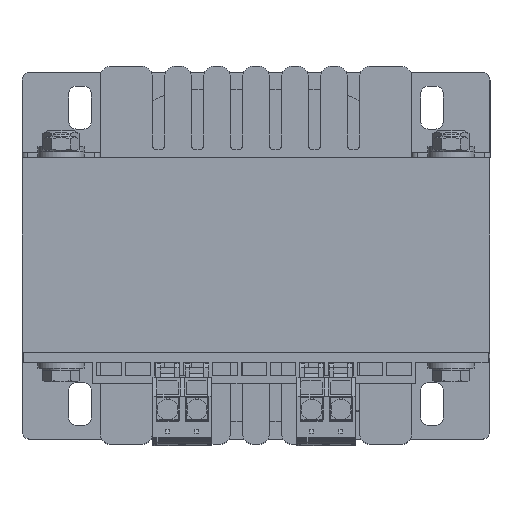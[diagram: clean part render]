
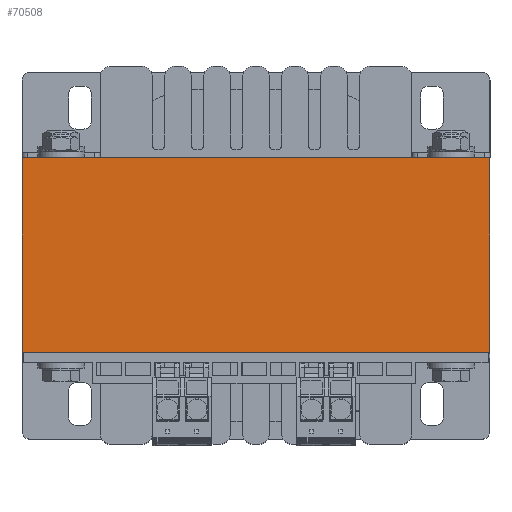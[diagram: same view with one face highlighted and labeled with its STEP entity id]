
A CAD part, top view. The second image highlights one B-rep face of the part: STEP entity #70508.
In plain terms, the highlighted planar face has unit normal (0, 0, 1).
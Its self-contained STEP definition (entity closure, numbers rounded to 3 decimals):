
#2378=FACE_OUTER_BOUND('',#6057,.T.);
#6057=EDGE_LOOP('',(#44932,#44933,#44934,#44935));
#9877=LINE('',#97878,#18842);
#9911=LINE('',#97962,#18876);
#9913=LINE('',#97966,#18878);
#9914=LINE('',#97967,#18879);
#18842=VECTOR('',#79273,1.);
#18876=VECTOR('',#79351,1.);
#18878=VECTOR('',#79355,1.);
#18879=VECTOR('',#79356,1.);
#27806=VERTEX_POINT('',#97874);
#27808=VERTEX_POINT('',#97877);
#27836=VERTEX_POINT('',#97961);
#27837=VERTEX_POINT('',#97965);
#34536=EDGE_CURVE('',#27808,#27806,#9877,.T.);
#34578=EDGE_CURVE('',#27836,#27808,#9911,.T.);
#34580=EDGE_CURVE('',#27837,#27806,#9913,.T.);
#34581=EDGE_CURVE('',#27837,#27836,#9914,.T.);
#44932=ORIENTED_EDGE('',*,*,#34580,.F.);
#44933=ORIENTED_EDGE('',*,*,#34581,.T.);
#44934=ORIENTED_EDGE('',*,*,#34578,.T.);
#44935=ORIENTED_EDGE('',*,*,#34536,.T.);
#65521=PLANE('',#74471);
#70508=ADVANCED_FACE('',(#2378),#65521,.T.);
#74471=AXIS2_PLACEMENT_3D('',#97964,#79353,#79354);
#79273=DIRECTION('',(1.,0.,0.));
#79351=DIRECTION('',(0.,-1.,0.));
#79353=DIRECTION('center_axis',(0.,0.,1.));
#79354=DIRECTION('ref_axis',(0.,-1.,0.));
#79355=DIRECTION('',(0.,-1.,0.));
#79356=DIRECTION('',(-1.,0.,0.));
#97874=CARTESIAN_POINT('',(426.574,-21.753,67.5));
#97877=CARTESIAN_POINT('',(306.574,-21.753,67.5));
#97878=CARTESIAN_POINT('',(426.574,-21.753,67.5));
#97961=CARTESIAN_POINT('',(306.574,28.247,67.5));
#97962=CARTESIAN_POINT('',(306.574,28.247,67.5));
#97964=CARTESIAN_POINT('Origin',(306.574,28.247,67.5));
#97965=CARTESIAN_POINT('',(426.574,28.247,67.5));
#97966=CARTESIAN_POINT('',(426.574,28.247,67.5));
#97967=CARTESIAN_POINT('',(426.574,28.247,67.5));
